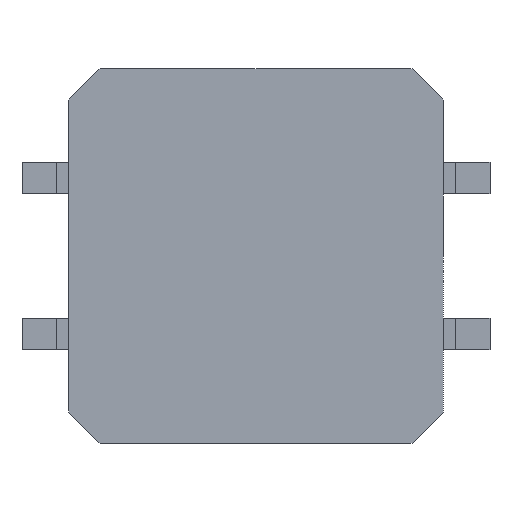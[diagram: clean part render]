
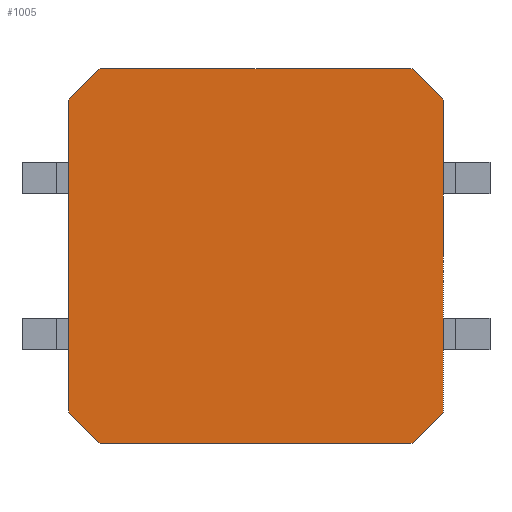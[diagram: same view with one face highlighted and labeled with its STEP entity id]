
A CAD part, front view. The second image highlights one B-rep face of the part: STEP entity #1005.
In plain terms, the highlighted planar face has unit normal (0, -1, 0).
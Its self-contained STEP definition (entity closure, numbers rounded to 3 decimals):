
#2 = VECTOR ( 'NONE', #1894, 1000. ) ;
#57 = VERTEX_POINT ( 'NONE', #3819 ) ;
#123 = CARTESIAN_POINT ( 'NONE',  ( 5., 0.1, -6. ) ) ;
#249 = CARTESIAN_POINT ( 'NONE',  ( -6., 0.1, 5. ) ) ;
#274 = EDGE_CURVE ( 'NONE', #2642, #3500, #445, .T. ) ;
#278 = CARTESIAN_POINT ( 'NONE',  ( -6., 0.1, -6. ) ) ;
#316 = DIRECTION ( 'NONE',  ( 0., 1., 0. ) ) ;
#352 = LINE ( 'NONE', #914, #997 ) ;
#406 = CARTESIAN_POINT ( 'NONE',  ( 5., 0.1, 6. ) ) ;
#445 = LINE ( 'NONE', #692, #2472 ) ;
#502 = ORIENTED_EDGE ( 'NONE', *, *, #2293, .T. ) ;
#553 = CARTESIAN_POINT ( 'NONE',  ( 6., 0.1, -5. ) ) ;
#596 = DIRECTION ( 'NONE',  ( 1., 0., 0. ) ) ;
#642 = FACE_OUTER_BOUND ( 'NONE', #2076, .T. ) ;
#692 = CARTESIAN_POINT ( 'NONE',  ( 6., 0.1, -6. ) ) ;
#760 = VECTOR ( 'NONE', #3459, 1000. ) ;
#809 = ORIENTED_EDGE ( 'NONE', *, *, #2218, .F. ) ;
#815 = EDGE_CURVE ( 'NONE', #57, #3654, #3338, .T. ) ;
#822 = CARTESIAN_POINT ( 'NONE',  ( -5., 0.1, 6. ) ) ;
#914 = CARTESIAN_POINT ( 'NONE',  ( 5., 0.1, -6. ) ) ;
#932 = EDGE_CURVE ( 'NONE', #1194, #3693, #1677, .T. ) ;
#938 = CARTESIAN_POINT ( 'NONE',  ( -6., 0.1, 6. ) ) ;
#997 = VECTOR ( 'NONE', #2080, 1000. ) ;
#1005 = ADVANCED_FACE ( 'NONE', ( #642 ), #2350, .F. ) ;
#1016 = DIRECTION ( 'NONE',  ( -0.707, 0., -0.707 ) ) ;
#1088 = ORIENTED_EDGE ( 'NONE', *, *, #815, .F. ) ;
#1163 = VECTOR ( 'NONE', #2522, 1000. ) ;
#1177 = VECTOR ( 'NONE', #596, 1000. ) ;
#1194 = VERTEX_POINT ( 'NONE', #123 ) ;
#1263 = DIRECTION ( 'NONE',  ( 0., 0., -1. ) ) ;
#1385 = LINE ( 'NONE', #822, #1571 ) ;
#1570 = ORIENTED_EDGE ( 'NONE', *, *, #3681, .T. ) ;
#1571 = VECTOR ( 'NONE', #1016, 1000. ) ;
#1633 = LINE ( 'NONE', #2845, #1879 ) ;
#1677 = LINE ( 'NONE', #2594, #1163 ) ;
#1763 = DIRECTION ( 'NONE',  ( 0., 0., 1. ) ) ;
#1879 = VECTOR ( 'NONE', #2608, 1000. ) ;
#1894 = DIRECTION ( 'NONE',  ( 0., 0., 1. ) ) ;
#2076 = EDGE_LOOP ( 'NONE', ( #2398, #809, #3045, #1088, #1570, #3788, #502, #3016 ) ) ;
#2080 = DIRECTION ( 'NONE',  ( 0.707, 0., 0.707 ) ) ;
#2218 = EDGE_CURVE ( 'NONE', #3319, #3828, #3577, .T. ) ;
#2293 = EDGE_CURVE ( 'NONE', #1194, #3500, #352, .T. ) ;
#2350 = PLANE ( 'NONE',  #2353 ) ;
#2353 = AXIS2_PLACEMENT_3D ( 'NONE', #278, #316, #1763 ) ;
#2383 = CARTESIAN_POINT ( 'NONE',  ( -5., 0.1, -6. ) ) ;
#2398 = ORIENTED_EDGE ( 'NONE', *, *, #3227, .T. ) ;
#2470 = CARTESIAN_POINT ( 'NONE',  ( -6., 0.1, -6. ) ) ;
#2472 = VECTOR ( 'NONE', #1263, 1000. ) ;
#2522 = DIRECTION ( 'NONE',  ( -1., 0., 0. ) ) ;
#2594 = CARTESIAN_POINT ( 'NONE',  ( -6., 0.1, -6. ) ) ;
#2602 = CARTESIAN_POINT ( 'NONE',  ( 6., 0.1, 5. ) ) ;
#2608 = DIRECTION ( 'NONE',  ( -0.707, 0., 0.707 ) ) ;
#2609 = LINE ( 'NONE', #3795, #760 ) ;
#2642 = VERTEX_POINT ( 'NONE', #2602 ) ;
#2845 = CARTESIAN_POINT ( 'NONE',  ( 6., 0.1, 5. ) ) ;
#3016 = ORIENTED_EDGE ( 'NONE', *, *, #274, .F. ) ;
#3045 = ORIENTED_EDGE ( 'NONE', *, *, #3618, .T. ) ;
#3227 = EDGE_CURVE ( 'NONE', #2642, #3828, #1633, .T. ) ;
#3297 = CARTESIAN_POINT ( 'NONE',  ( -5., 0.1, 6. ) ) ;
#3319 = VERTEX_POINT ( 'NONE', #3297 ) ;
#3338 = LINE ( 'NONE', #2470, #2 ) ;
#3459 = DIRECTION ( 'NONE',  ( 0.707, 0., -0.707 ) ) ;
#3500 = VERTEX_POINT ( 'NONE', #553 ) ;
#3577 = LINE ( 'NONE', #938, #1177 ) ;
#3618 = EDGE_CURVE ( 'NONE', #3319, #3654, #1385, .T. ) ;
#3654 = VERTEX_POINT ( 'NONE', #249 ) ;
#3681 = EDGE_CURVE ( 'NONE', #57, #3693, #2609, .T. ) ;
#3693 = VERTEX_POINT ( 'NONE', #2383 ) ;
#3788 = ORIENTED_EDGE ( 'NONE', *, *, #932, .F. ) ;
#3795 = CARTESIAN_POINT ( 'NONE',  ( -6., 0.1, -5. ) ) ;
#3819 = CARTESIAN_POINT ( 'NONE',  ( -6., 0.1, -5. ) ) ;
#3828 = VERTEX_POINT ( 'NONE', #406 ) ;
